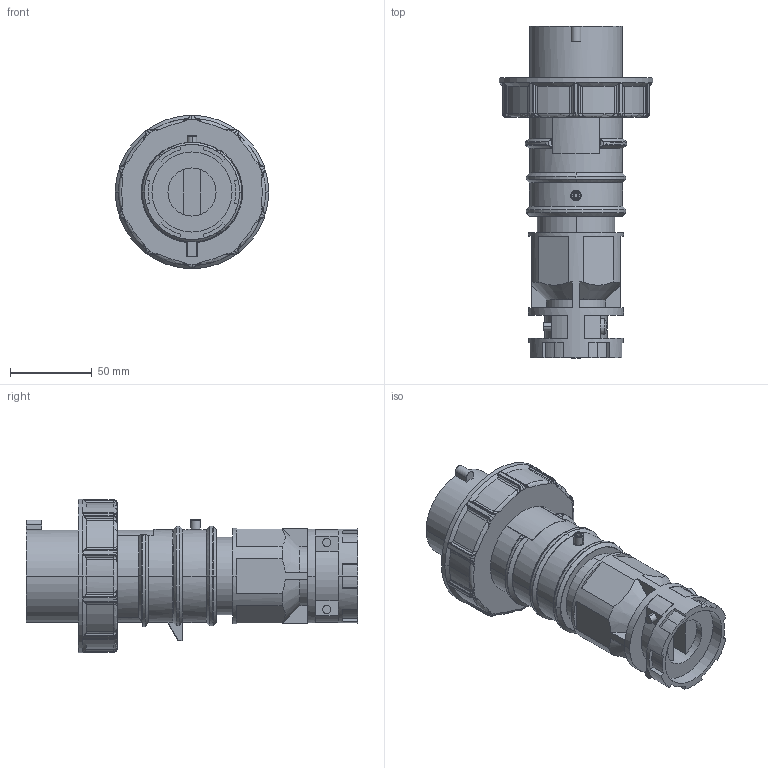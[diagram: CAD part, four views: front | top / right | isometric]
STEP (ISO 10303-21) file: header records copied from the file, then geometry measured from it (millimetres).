
FILE_DESCRIPTION (( 'STEP AP203' ), '1' );
FILE_NAME ('BRY430P5W.step', '2022-08-17T19:53:35', ( '' ), ( '' ), 'SwSTEP 2.0', 'SolidWorks 2021', '' );
FILE_SCHEMA (( 'CONFIG_CONTROL_DESIGN' ));
Length unit declared in the file: millimetre
Products named in the file (1): BRY430P5W
Bounding box: 94 x 203.23 x 94 mm (x, y, z)
Volume: 404841.3 mm3; surface area: 98257.6 mm2
Topology: 10 solids, 10 shells, 920 faces, 2446 edges, 1550 vertices
Faces by surface type: plane 332, cylinder 281, torus 112, bspline 103, cone 72, sphere 20
Entity records: 38227 total; most frequent: CARTESIAN_POINT 17670, ORIENTED_EDGE 4844, DIRECTION 3373, EDGE_CURVE 2422, VERTEX_POINT 1550, AXIS2_PLACEMENT_3D 1265, B_SPLINE_CURVE_WITH_KNOTS 1108, EDGE_LOOP 962
